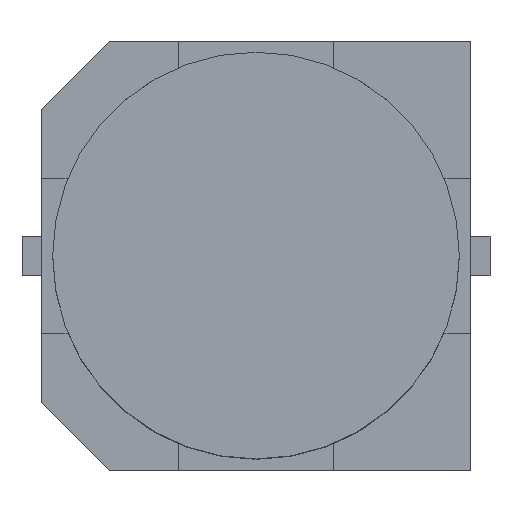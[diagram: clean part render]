
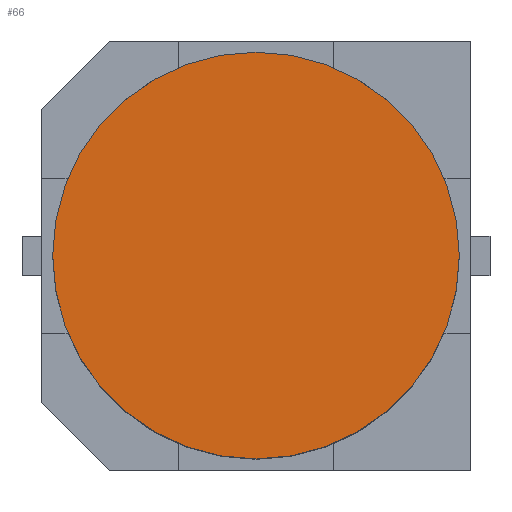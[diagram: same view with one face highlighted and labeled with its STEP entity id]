
A CAD part, top view. The second image highlights one B-rep face of the part: STEP entity #66.
In plain terms, the highlighted planar face has unit normal (0, 0, 1).
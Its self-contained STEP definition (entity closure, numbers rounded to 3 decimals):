
#66=ADVANCED_FACE($,(#72),#68,.T.);
#68=PLANE($,#93);
#72=FACE_OUTER_BOUND($,#76,.T.);
#76=EDGE_LOOP($,(#86));
#77=CIRCLE($,#90,4.039);
#79=VERTEX_POINT('',#108);
#81=EDGE_CURVE($,#79,#79,#77,.T.);
#86=ORIENTED_EDGE($,*,*,#81,.T.);
#90=AXIS2_PLACEMENT_3D($,#109,#98,#99);
#93=AXIS2_PLACEMENT_3D($,#113,#104,#105);
#98=DIRECTION('',(0.,0.,1.));
#99=DIRECTION('',(1.,0.,0.));
#104=DIRECTION('',(0.,0.,1.));
#105=DIRECTION('',(0.,1.,0.));
#108=CARTESIAN_POINT('',(-4.039,0.0,5.565));
#109=CARTESIAN_POINT('',(0.0,0.0,5.565));
#113=CARTESIAN_POINT('',(0.0,0.0,5.565));
